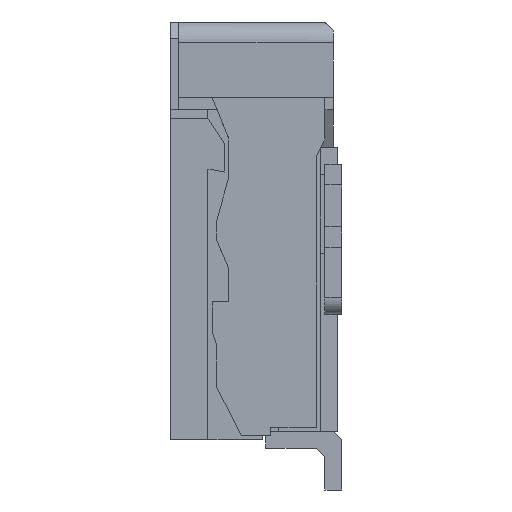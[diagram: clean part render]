
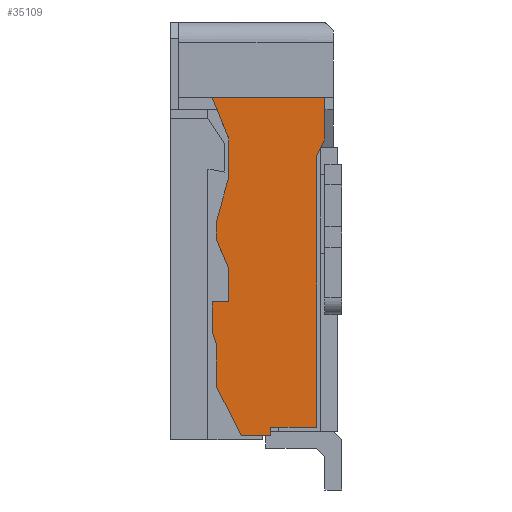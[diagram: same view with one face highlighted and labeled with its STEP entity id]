
A CAD part, left-side view. The second image highlights one B-rep face of the part: STEP entity #35109.
In plain terms, the highlighted planar face has unit normal (-1, 0, 0).
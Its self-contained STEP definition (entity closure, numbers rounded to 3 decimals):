
#163=DIRECTION('',(0.,-1.,0.));
#164=VECTOR('',#163,1.35);
#165=CARTESIAN_POINT('',(-12.15,1.5,4.1));
#166=LINE('',#165,#164);
#327=DIRECTION('',(0.,-1.,0.));
#328=VECTOR('',#327,0.35);
#329=CARTESIAN_POINT('',(-12.15,1.15,0.05));
#330=LINE('',#329,#328);
#647=DIRECTION('',(0.,0.,1.));
#648=VECTOR('',#647,0.1);
#649=CARTESIAN_POINT('',(-12.15,0.8,0.05));
#650=LINE('',#649,#648);
#651=DIRECTION('',(0.,-0.453,-0.891));
#652=VECTOR('',#651,0.662);
#653=CARTESIAN_POINT('',(-12.15,1.45,0.64));
#654=LINE('',#653,#652);
#655=DIRECTION('',(0.,0.,-1.));
#656=VECTOR('',#655,0.51);
#657=CARTESIAN_POINT('',(-12.15,1.45,1.15));
#658=LINE('',#657,#656);
#659=DIRECTION('',(0.,-0.316,-0.949));
#660=VECTOR('',#659,0.158);
#661=CARTESIAN_POINT('',(-12.15,1.5,1.3));
#662=LINE('',#661,#660);
#663=DIRECTION('',(0.,0.,1.));
#664=VECTOR('',#663,0.35);
#665=CARTESIAN_POINT('',(-12.15,1.5,1.3));
#666=LINE('',#665,#664);
#667=DIRECTION('',(0.,1.,0.));
#668=VECTOR('',#667,0.2);
#669=CARTESIAN_POINT('',(-12.15,1.3,1.65));
#670=LINE('',#669,#668);
#671=DIRECTION('',(0.,0.,-1.));
#672=VECTOR('',#671,0.4);
#673=CARTESIAN_POINT('',(-12.15,1.3,2.05));
#674=LINE('',#673,#672);
#675=DIRECTION('',(0.,-0.394,-0.919));
#676=VECTOR('',#675,0.381);
#677=CARTESIAN_POINT('',(-12.15,1.45,2.4));
#678=LINE('',#677,#676);
#679=DIRECTION('',(0.,0.,-1.));
#680=VECTOR('',#679,0.2);
#681=CARTESIAN_POINT('',(-12.15,1.45,2.6));
#682=LINE('',#681,#680);
#683=DIRECTION('',(0.,0.263,-0.965));
#684=VECTOR('',#683,0.57);
#685=CARTESIAN_POINT('',(-12.15,1.3,3.15));
#686=LINE('',#685,#684);
#687=DIRECTION('',(0.,0.,-1.));
#688=VECTOR('',#687,0.45);
#689=CARTESIAN_POINT('',(-12.15,1.3,3.6));
#690=LINE('',#689,#688);
#691=DIRECTION('',(0.,-0.371,-0.928));
#692=VECTOR('',#691,0.539);
#693=CARTESIAN_POINT('',(-12.15,1.5,4.1));
#694=LINE('',#693,#692);
#695=DIRECTION('',(0.,0.,-1.));
#696=VECTOR('',#695,0.5);
#697=CARTESIAN_POINT('',(-12.15,0.15,4.1));
#698=LINE('',#697,#696);
#699=DIRECTION('',(0.,-0.447,0.894));
#700=VECTOR('',#699,0.224);
#701=CARTESIAN_POINT('',(-12.15,0.25,3.4));
#702=LINE('',#701,#700);
#703=DIRECTION('',(0.,0.,1.));
#704=VECTOR('',#703,3.25);
#705=CARTESIAN_POINT('',(-12.15,0.25,0.15));
#706=LINE('',#705,#704);
#707=DIRECTION('',(0.,-1.,0.));
#708=VECTOR('',#707,0.55);
#709=CARTESIAN_POINT('',(-12.15,0.8,0.15));
#710=LINE('',#709,#708);
#27413=CARTESIAN_POINT('',(-12.15,0.15,4.1));
#27415=VERTEX_POINT('',#27413);
#27591=CARTESIAN_POINT('',(-12.15,1.45,2.6));
#27593=VERTEX_POINT('',#27591);
#27595=CARTESIAN_POINT('',(-12.15,1.45,2.4));
#27597=VERTEX_POINT('',#27595);
#27603=CARTESIAN_POINT('',(-12.15,1.45,0.64));
#27605=VERTEX_POINT('',#27603);
#27607=CARTESIAN_POINT('',(-12.15,1.45,1.15));
#27609=VERTEX_POINT('',#27607);
#27611=CARTESIAN_POINT('',(-12.15,0.8,0.15));
#27613=VERTEX_POINT('',#27611);
#27615=CARTESIAN_POINT('',(-12.15,0.25,0.15));
#27617=VERTEX_POINT('',#27615);
#27619=CARTESIAN_POINT('',(-12.15,1.15,0.05));
#27621=VERTEX_POINT('',#27619);
#27626=CARTESIAN_POINT('',(-12.15,1.5,1.65));
#27628=VERTEX_POINT('',#27626);
#27629=CARTESIAN_POINT('',(-12.15,1.5,1.3));
#27630=VERTEX_POINT('',#27629);
#27631=CARTESIAN_POINT('',(-12.15,1.5,4.1));
#27632=CARTESIAN_POINT('',(-12.15,1.3,3.6));
#27633=VERTEX_POINT('',#27631);
#27634=VERTEX_POINT('',#27632);
#27635=CARTESIAN_POINT('',(-12.15,1.3,3.15));
#27636=VERTEX_POINT('',#27635);
#27637=CARTESIAN_POINT('',(-12.15,1.3,2.05));
#27638=VERTEX_POINT('',#27637);
#27639=CARTESIAN_POINT('',(-12.15,1.3,1.65));
#27640=VERTEX_POINT('',#27639);
#27643=CARTESIAN_POINT('',(-12.15,0.8,0.05));
#27644=VERTEX_POINT('',#27643);
#27645=CARTESIAN_POINT('',(-12.15,0.25,3.4));
#27646=VERTEX_POINT('',#27645);
#27647=CARTESIAN_POINT('',(-12.15,0.15,3.6));
#27648=VERTEX_POINT('',#27647);
#35070=CARTESIAN_POINT('',(-12.15,1.5,5.));
#35071=DIRECTION('',(-1.,0.,0.));
#35072=DIRECTION('',(0.,-1.,0.));
#35073=AXIS2_PLACEMENT_3D('',#35070,#35071,#35072);
#35074=PLANE('',#35073);
#35076=ORIENTED_EDGE('',*,*,#35075,.F.);
#35077=ORIENTED_EDGE('',*,*,#34517,.F.);
#35079=ORIENTED_EDGE('',*,*,#35078,.F.);
#35081=ORIENTED_EDGE('',*,*,#35080,.F.);
#35083=ORIENTED_EDGE('',*,*,#35082,.F.);
#35085=ORIENTED_EDGE('',*,*,#35084,.T.);
#35087=ORIENTED_EDGE('',*,*,#35086,.F.);
#35089=ORIENTED_EDGE('',*,*,#35088,.F.);
#35091=ORIENTED_EDGE('',*,*,#35090,.F.);
#35093=ORIENTED_EDGE('',*,*,#35092,.F.);
#35095=ORIENTED_EDGE('',*,*,#35094,.F.);
#35097=ORIENTED_EDGE('',*,*,#35096,.F.);
#35099=ORIENTED_EDGE('',*,*,#35098,.F.);
#35100=ORIENTED_EDGE('',*,*,#34347,.T.);
#35102=ORIENTED_EDGE('',*,*,#35101,.T.);
#35103=ORIENTED_EDGE('',*,*,#35061,.F.);
#35104=ORIENTED_EDGE('',*,*,#35050,.F.);
#35106=ORIENTED_EDGE('',*,*,#35105,.F.);
#35107=EDGE_LOOP('',(#35076,#35077,#35079,#35081,#35083,#35085,#35087,#35089,
#35091,#35093,#35095,#35097,#35099,#35100,#35102,#35103,#35104,#35106));
#35108=FACE_OUTER_BOUND('',#35107,.F.);
#35109=ADVANCED_FACE('',(#35108),#35074,.T.);
#34347=EDGE_CURVE('',#27633,#27415,#166,.T.);
#34517=EDGE_CURVE('',#27621,#27644,#330,.T.);
#35050=EDGE_CURVE('',#27617,#27646,#706,.T.);
#35061=EDGE_CURVE('',#27646,#27648,#702,.T.);
#35075=EDGE_CURVE('',#27644,#27613,#650,.T.);
#35078=EDGE_CURVE('',#27605,#27621,#654,.T.);
#35080=EDGE_CURVE('',#27609,#27605,#658,.T.);
#35082=EDGE_CURVE('',#27630,#27609,#662,.T.);
#35084=EDGE_CURVE('',#27630,#27628,#666,.T.);
#35086=EDGE_CURVE('',#27640,#27628,#670,.T.);
#35088=EDGE_CURVE('',#27638,#27640,#674,.T.);
#35090=EDGE_CURVE('',#27597,#27638,#678,.T.);
#35092=EDGE_CURVE('',#27593,#27597,#682,.T.);
#35094=EDGE_CURVE('',#27636,#27593,#686,.T.);
#35096=EDGE_CURVE('',#27634,#27636,#690,.T.);
#35098=EDGE_CURVE('',#27633,#27634,#694,.T.);
#35101=EDGE_CURVE('',#27415,#27648,#698,.T.);
#35105=EDGE_CURVE('',#27613,#27617,#710,.T.);
